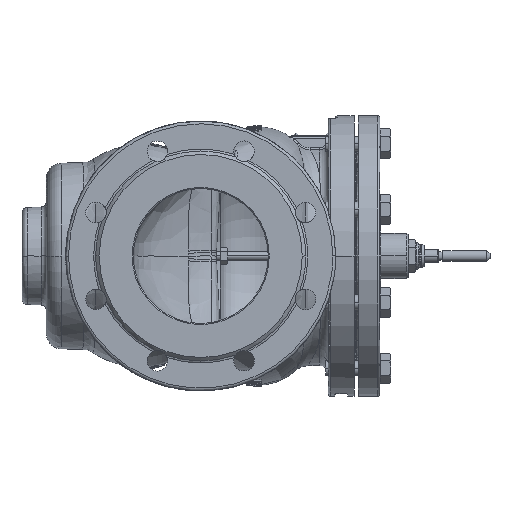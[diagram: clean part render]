
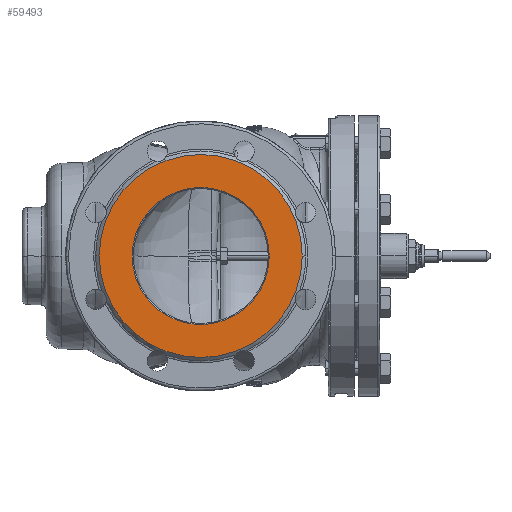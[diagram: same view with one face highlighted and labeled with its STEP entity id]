
A CAD part, left-side view. The second image highlights one B-rep face of the part: STEP entity #59493.
In plain terms, the highlighted face is planar.
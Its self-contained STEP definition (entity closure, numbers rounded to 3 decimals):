
#22959=CARTESIAN_POINT('',(200.,0.,0.));
#22960=DIRECTION('',(-1.,0.,0.));
#22961=DIRECTION('',(0.,-1.,0.));
#22962=AXIS2_PLACEMENT_3D('',#22959,#22960,#22961);
#22964=CARTESIAN_POINT('',(200.,0.,0.));
#22965=DIRECTION('',(-1.,0.,0.));
#22966=DIRECTION('',(0.,1.,0.));
#22967=AXIS2_PLACEMENT_3D('',#22964,#22965,#22966);
#22969=CARTESIAN_POINT('',(200.,0.,0.));
#22970=DIRECTION('',(1.,0.,0.));
#22971=DIRECTION('',(0.,1.,0.));
#22972=AXIS2_PLACEMENT_3D('',#22969,#22970,#22971);
#22974=CARTESIAN_POINT('',(200.,0.,0.));
#22975=DIRECTION('',(1.,0.,0.));
#22976=DIRECTION('',(0.,-1.,0.));
#22977=AXIS2_PLACEMENT_3D('',#22974,#22975,#22976);
#43014=CARTESIAN_POINT('',(200.,-63.5,0.));
#43015=CARTESIAN_POINT('',(200.,63.5,0.));
#43016=VERTEX_POINT('',#43014);
#43017=VERTEX_POINT('',#43015);
#43018=CARTESIAN_POINT('',(200.,-94.,0.));
#43019=CARTESIAN_POINT('',(200.,94.,0.));
#43020=VERTEX_POINT('',#43018);
#43021=VERTEX_POINT('',#43019);
#59478=CARTESIAN_POINT('',(200.,0.,0.));
#59479=DIRECTION('',(1.,0.,0.));
#59480=DIRECTION('',(0.,-1.,0.));
#59481=AXIS2_PLACEMENT_3D('',#59478,#59479,#59480);
#59482=PLANE('',#59481);
#59483=ORIENTED_EDGE('',*,*,#59446,.T.);
#59484=ORIENTED_EDGE('',*,*,#59471,.T.);
#59485=EDGE_LOOP('',(#59483,#59484));
#59486=FACE_OUTER_BOUND('',#59485,.F.);
#59488=ORIENTED_EDGE('',*,*,#59487,.T.);
#59490=ORIENTED_EDGE('',*,*,#59489,.T.);
#59491=EDGE_LOOP('',(#59488,#59490));
#59492=FACE_BOUND('',#59491,.F.);
#59493=ADVANCED_FACE('',(#59486,#59492),#59482,.T.);
#22963=CIRCLE('',#22962,94.);
#22968=CIRCLE('',#22967,94.);
#22973=CIRCLE('',#22972,63.5);
#22978=CIRCLE('',#22977,63.5);
#59446=EDGE_CURVE('',#43020,#43021,#22963,.T.);
#59471=EDGE_CURVE('',#43021,#43020,#22968,.T.);
#59487=EDGE_CURVE('',#43017,#43016,#22973,.T.);
#59489=EDGE_CURVE('',#43016,#43017,#22978,.T.);
